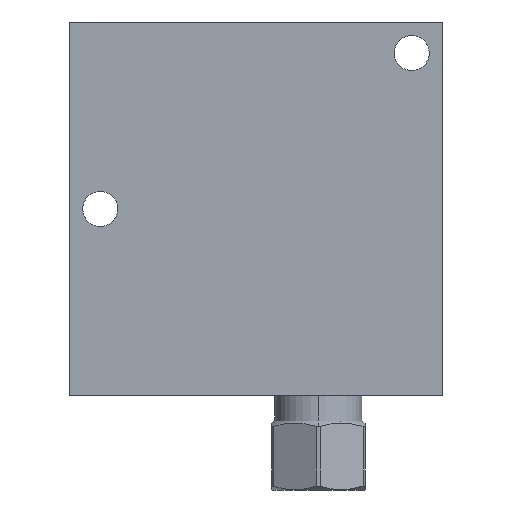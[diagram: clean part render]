
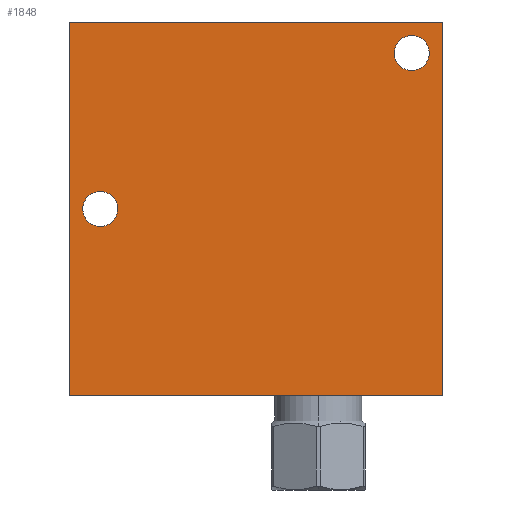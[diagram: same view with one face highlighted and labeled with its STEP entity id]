
A CAD part, front view. The second image highlights one B-rep face of the part: STEP entity #1848.
In plain terms, the highlighted planar face has unit normal (0, -1, 0).
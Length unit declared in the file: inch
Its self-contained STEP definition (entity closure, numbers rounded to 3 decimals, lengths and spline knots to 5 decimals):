
#5=DIRECTION('',(1.,0.,0.));
#6=VECTOR('',#5,3.);
#7=CARTESIAN_POINT('',(0.,-1.,0.));
#8=LINE('',#7,#6);
#75=DIRECTION('',(0.,0.,1.));
#76=VECTOR('',#75,3.);
#77=CARTESIAN_POINT('',(3.,-1.,0.));
#78=LINE('',#77,#76);
#99=DIRECTION('',(0.,0.,1.));
#100=VECTOR('',#99,3.);
#101=CARTESIAN_POINT('',(0.,-1.,0.));
#102=LINE('',#101,#100);
#103=CARTESIAN_POINT('',(0.25,-1.,1.5));
#104=DIRECTION('',(0.,1.,0.));
#105=DIRECTION('',(0.,0.,-1.));
#106=AXIS2_PLACEMENT_3D('',#103,#104,#105);
#108=CARTESIAN_POINT('',(0.25,-1.,1.5));
#109=DIRECTION('',(0.,1.,0.));
#110=DIRECTION('',(0.,0.,1.));
#111=AXIS2_PLACEMENT_3D('',#108,#109,#110);
#113=CARTESIAN_POINT('',(2.75,-1.,2.75));
#114=DIRECTION('',(0.,1.,0.));
#115=DIRECTION('',(0.,0.,-1.));
#116=AXIS2_PLACEMENT_3D('',#113,#114,#115);
#118=CARTESIAN_POINT('',(2.75,-1.,2.75));
#119=DIRECTION('',(0.,1.,0.));
#120=DIRECTION('',(0.,0.,1.));
#121=AXIS2_PLACEMENT_3D('',#118,#119,#120);
#135=DIRECTION('',(1.,0.,0.));
#136=VECTOR('',#135,3.);
#137=CARTESIAN_POINT('',(0.,-1.,3.));
#138=LINE('',#137,#136);
#1518=CARTESIAN_POINT('',(0.,-1.,0.));
#1520=VERTEX_POINT('',#1518);
#1521=CARTESIAN_POINT('',(3.,-1.,0.));
#1522=VERTEX_POINT('',#1521);
#1526=CARTESIAN_POINT('',(0.,-1.,3.));
#1528=VERTEX_POINT('',#1526);
#1529=CARTESIAN_POINT('',(3.,-1.,3.));
#1530=VERTEX_POINT('',#1529);
#1621=CARTESIAN_POINT('',(0.25,-1.,1.3595));
#1622=CARTESIAN_POINT('',(0.25,-1.,1.6405));
#1623=VERTEX_POINT('',#1621);
#1624=VERTEX_POINT('',#1622);
#1629=CARTESIAN_POINT('',(2.75,-1.,2.6095));
#1630=CARTESIAN_POINT('',(2.75,-1.,2.8905));
#1631=VERTEX_POINT('',#1629);
#1632=VERTEX_POINT('',#1630);
#1824=CARTESIAN_POINT('',(0.,-1.,0.));
#1825=DIRECTION('',(0.,-1.,0.));
#1826=DIRECTION('',(1.,0.,0.));
#1827=AXIS2_PLACEMENT_3D('',#1824,#1825,#1826);
#1828=PLANE('',#1827);
#1829=ORIENTED_EDGE('',*,*,#1730,.F.);
#1830=ORIENTED_EDGE('',*,*,#1755,.T.);
#1832=ORIENTED_EDGE('',*,*,#1831,.T.);
#1833=ORIENTED_EDGE('',*,*,#1804,.F.);
#1834=EDGE_LOOP('',(#1829,#1830,#1832,#1833));
#1835=FACE_OUTER_BOUND('',#1834,.F.);
#1837=ORIENTED_EDGE('',*,*,#1836,.F.);
#1839=ORIENTED_EDGE('',*,*,#1838,.F.);
#1840=EDGE_LOOP('',(#1837,#1839));
#1841=FACE_BOUND('',#1840,.F.);
#1843=ORIENTED_EDGE('',*,*,#1842,.F.);
#1845=ORIENTED_EDGE('',*,*,#1844,.F.);
#1846=EDGE_LOOP('',(#1843,#1845));
#1847=FACE_BOUND('',#1846,.F.);
#1848=ADVANCED_FACE('',(#1835,#1841,#1847),#1828,.T.);
#107=CIRCLE('',#106,0.1405);
#112=CIRCLE('',#111,0.1405);
#117=CIRCLE('',#116,0.1405);
#122=CIRCLE('',#121,0.1405);
#1730=EDGE_CURVE('',#1520,#1522,#8,.T.);
#1755=EDGE_CURVE('',#1520,#1528,#102,.T.);
#1804=EDGE_CURVE('',#1522,#1530,#78,.T.);
#1831=EDGE_CURVE('',#1528,#1530,#138,.T.);
#1836=EDGE_CURVE('',#1623,#1624,#107,.T.);
#1838=EDGE_CURVE('',#1624,#1623,#112,.T.);
#1842=EDGE_CURVE('',#1631,#1632,#117,.T.);
#1844=EDGE_CURVE('',#1632,#1631,#122,.T.);
